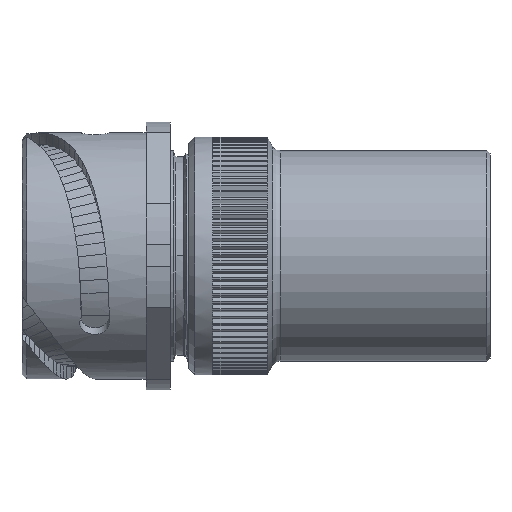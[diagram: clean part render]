
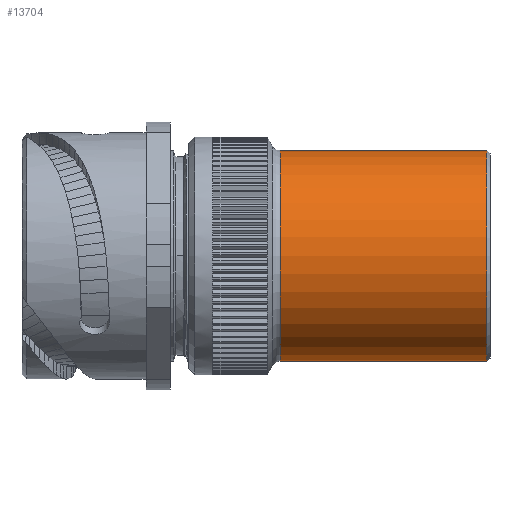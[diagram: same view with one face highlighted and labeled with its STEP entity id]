
A CAD part, top view. The second image highlights one B-rep face of the part: STEP entity #13704.
In plain terms, the highlighted cylindrical face has radius 17.5 mm (diameter 35 mm), a partial arc.
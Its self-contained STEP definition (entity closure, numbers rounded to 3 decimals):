
#45=CARTESIAN_POINT('',(49.5,0.,0.));
#46=DIRECTION('',(1.,0.,0.));
#47=DIRECTION('',(0.,1.,0.));
#48=AXIS2_PLACEMENT_3D('',#45,#46,#47);
#50=DIRECTION('',(-1.,0.,0.));
#51=VECTOR('',#50,34.335);
#52=CARTESIAN_POINT('',(49.5,17.5,0.));
#53=LINE('1140',#52,#51);
#54=DIRECTION('',(-1.,0.,0.));
#55=VECTOR('',#54,34.335);
#56=CARTESIAN_POINT('',(49.5,-17.5,0.));
#57=LINE('1142',#56,#55);
#78=CARTESIAN_POINT('',(15.165,0.,0.));
#79=DIRECTION('',(1.,0.,0.));
#80=DIRECTION('',(0.,1.,0.));
#81=AXIS2_PLACEMENT_3D('',#78,#79,#80);
#10986=CARTESIAN_POINT('',(49.5,17.5,0.));
#10987=CARTESIAN_POINT('',(15.165,17.5,0.));
#10988=VERTEX_POINT('',#10986);
#10989=VERTEX_POINT('',#10987);
#10994=CARTESIAN_POINT('',(49.5,-17.5,0.));
#10995=CARTESIAN_POINT('',(15.165,-17.5,0.));
#10996=VERTEX_POINT('',#10994);
#10997=VERTEX_POINT('',#10995);
#13690=CARTESIAN_POINT('',(-2.5,0.,0.));
#13691=DIRECTION('',(1.,0.,0.));
#13692=DIRECTION('',(0.,-1.,0.));
#13693=AXIS2_PLACEMENT_3D('',#13690,#13691,#13692);
#13694=CYLINDRICAL_SURFACE('246',#13693,17.5);
#13696=ORIENTED_EDGE('1140',*,*,#13695,.F.);
#13697=ORIENTED_EDGE('1188',*,*,#13678,.T.);
#13699=ORIENTED_EDGE('1142',*,*,#13698,.T.);
#13701=ORIENTED_EDGE('1181',*,*,#13700,.F.);
#13702=EDGE_LOOP('246',(#13696,#13697,#13699,#13701));
#13703=FACE_OUTER_BOUND('246',#13702,.F.);
#49=CIRCLE('1188',#48,17.5);
#82=CIRCLE('1181',#81,17.5);
#13678=EDGE_CURVE('1188',#10988,#10996,#49,.T.);
#13695=EDGE_CURVE('1140',#10988,#10989,#53,.T.);
#13698=EDGE_CURVE('1142',#10996,#10997,#57,.T.);
#13700=EDGE_CURVE('1181',#10989,#10997,#82,.T.);
#13704=ADVANCED_FACE('246',(#13703),#13694,.T.);
